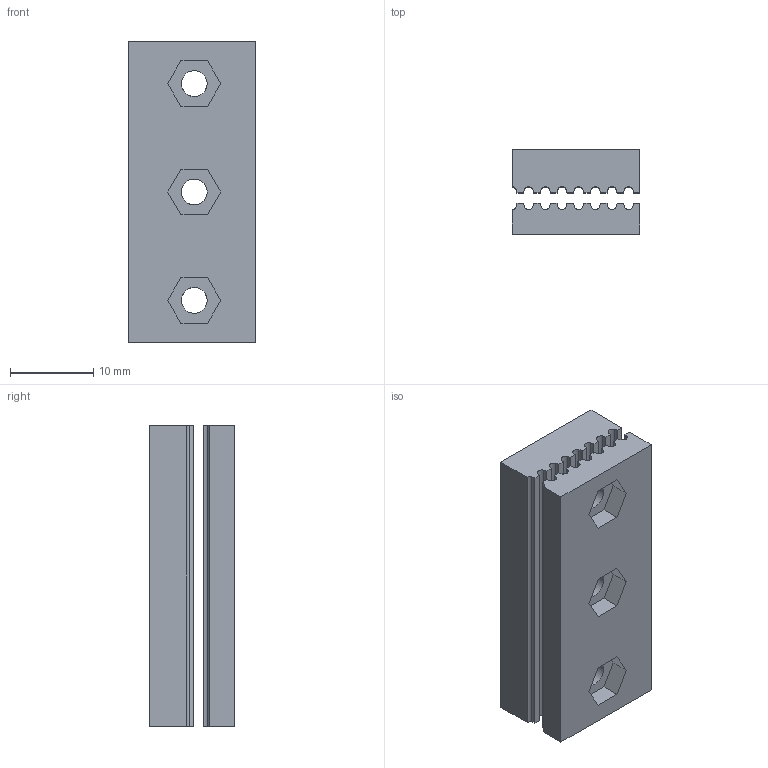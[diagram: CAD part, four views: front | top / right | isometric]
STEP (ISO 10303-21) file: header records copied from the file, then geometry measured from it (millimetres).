
FILE_DESCRIPTION(/* description */ (''),/* implementation_level */ '2;1');
FILE_NAME(/* name */ 'BeefyBeltClamp_v2.step',/* time_stamp */ '2024-03-16T12:46:44+01:00',/* author */ (''),/* organization */ (''),/* preprocessor_version */ 'ST-DEVELOPER v20',/* originating_system */ 'Autodesk Translation Framework v12.20.1.177',/* authorisation */ '');
FILE_SCHEMA (('AUTOMOTIVE_DESIGN { 1 0 10303 214 3 1 1 }'));
Length unit declared in the file: millimetre
Products named in the file (1): BeefyBeltClamp
Bounding box: 15.31 x 10.21 x 36 mm (x, y, z)
Volume: 4069.9 mm3; surface area: 3825.6 mm2
Topology: 2 solids, 2 shells, 141 faces, 411 edges, 274 vertices
Faces by surface type: cylinder 79, plane 62
Full cylindrical faces by diameter (mm): 3.1 x6, 5.6 x3
Entity records: 5199 total; most frequent: CARTESIAN_POINT 1409, ORIENTED_EDGE 822, DIRECTION 757, EDGE_CURVE 411, VERTEX_POINT 274, AXIS2_PLACEMENT_3D 270, LINE 217, VECTOR 217
